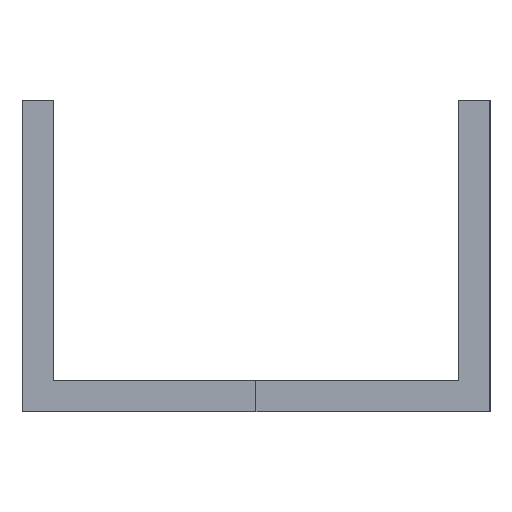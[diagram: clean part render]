
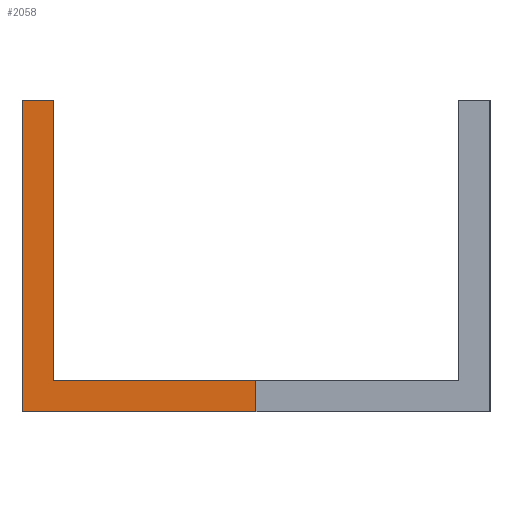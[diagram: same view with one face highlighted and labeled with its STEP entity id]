
A CAD part, left-side view. The second image highlights one B-rep face of the part: STEP entity #2058.
In plain terms, the highlighted planar face has unit normal (-1, 0, 0).
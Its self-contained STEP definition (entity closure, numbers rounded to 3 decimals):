
#95=PLANE('',#2235);
#194=FACE_OUTER_BOUND('',#320,.T.);
#320=EDGE_LOOP('',(#1805,#1806,#1807,#1808,#1809,#1810));
#463=LINE('',#3188,#689);
#491=LINE('',#3247,#717);
#503=LINE('',#3278,#729);
#515=LINE('',#3304,#741);
#517=LINE('',#3308,#743);
#518=LINE('',#3310,#744);
#689=VECTOR('',#2600,10.);
#717=VECTOR('',#2644,10.);
#729=VECTOR('',#2676,10.);
#741=VECTOR('',#2710,10.);
#743=VECTOR('',#2714,10.);
#744=VECTOR('',#2717,10.);
#979=VERTEX_POINT('',#3185);
#980=VERTEX_POINT('',#3187);
#1002=VERTEX_POINT('',#3244);
#1003=VERTEX_POINT('',#3246);
#1015=VERTEX_POINT('',#3302);
#1016=VERTEX_POINT('',#3306);
#1226=EDGE_CURVE('',#979,#980,#463,.T.);
#1256=EDGE_CURVE('',#1002,#1003,#491,.T.);
#1273=EDGE_CURVE('',#1003,#979,#503,.T.);
#1285=EDGE_CURVE('',#1015,#1002,#515,.T.);
#1287=EDGE_CURVE('',#1016,#1015,#517,.T.);
#1288=EDGE_CURVE('',#980,#1016,#518,.T.);
#1805=ORIENTED_EDGE('',*,*,#1256,.F.);
#1806=ORIENTED_EDGE('',*,*,#1285,.F.);
#1807=ORIENTED_EDGE('',*,*,#1287,.F.);
#1808=ORIENTED_EDGE('',*,*,#1288,.F.);
#1809=ORIENTED_EDGE('',*,*,#1226,.F.);
#1810=ORIENTED_EDGE('',*,*,#1273,.F.);
#2058=ADVANCED_FACE('',(#194),#95,.F.);
#2235=AXIS2_PLACEMENT_3D('',#3312,#2720,#2721);
#2600=DIRECTION('',(0.,1.,0.));
#2644=DIRECTION('',(0.,-1.,0.));
#2676=DIRECTION('',(0.,0.,-1.));
#2710=DIRECTION('',(0.,0.,-1.));
#2714=DIRECTION('',(0.,-1.,0.));
#2717=DIRECTION('',(0.,0.,1.));
#2720=DIRECTION('center_axis',(1.,0.,0.));
#2721=DIRECTION('ref_axis',(0.,0.,-1.));
#3185=CARTESIAN_POINT('',(-247.5,0.,0.));
#3187=CARTESIAN_POINT('',(-247.5,15.,0.));
#3188=CARTESIAN_POINT('',(-247.5,0.,0.));
#3244=CARTESIAN_POINT('',(-247.5,13.,2.));
#3246=CARTESIAN_POINT('',(-247.5,0.,2.));
#3247=CARTESIAN_POINT('',(-247.5,15.,2.));
#3278=CARTESIAN_POINT('',(-247.5,0.,2.));
#3302=CARTESIAN_POINT('',(-247.5,13.,20.));
#3304=CARTESIAN_POINT('',(-247.5,13.,2.));
#3306=CARTESIAN_POINT('',(-247.5,15.,20.));
#3308=CARTESIAN_POINT('',(-247.5,13.,20.));
#3310=CARTESIAN_POINT('',(-247.5,15.,0.));
#3312=CARTESIAN_POINT('Origin',(-247.5,7.5,10.));
